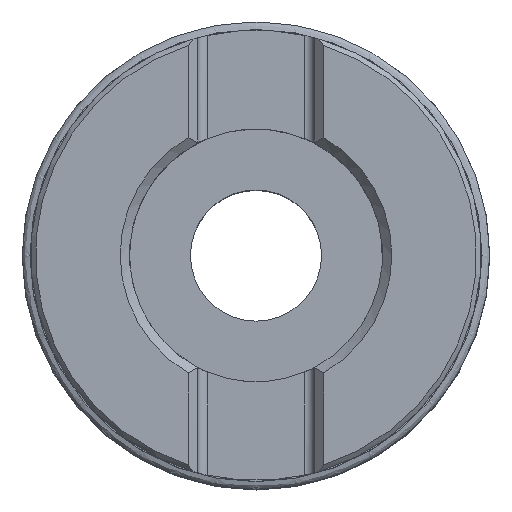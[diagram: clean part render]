
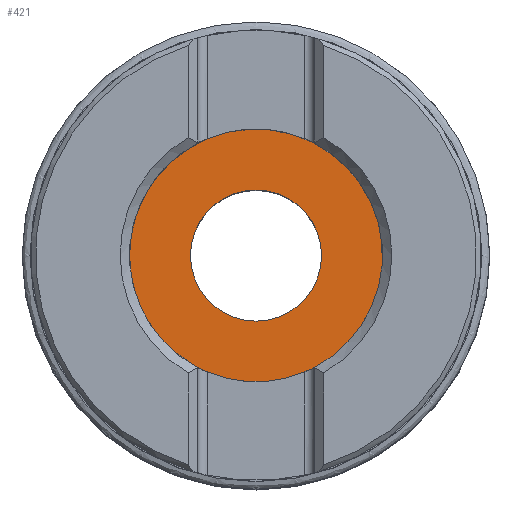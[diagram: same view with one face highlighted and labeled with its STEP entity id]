
A CAD part, top view. The second image highlights one B-rep face of the part: STEP entity #421.
In plain terms, the highlighted planar face has unit normal (0, 0, 1).
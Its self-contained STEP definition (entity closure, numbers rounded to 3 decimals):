
#204=PLANE('',#2986);
#421=ADVANCED_FACE('',(#1193,#1194),#204,.F.);
#1193=FACE_BOUND('',#1519,.T.);
#1194=FACE_BOUND('',#1520,.T.);
#1519=EDGE_LOOP('',(#1865));
#1520=EDGE_LOOP('',(#1866));
#1865=ORIENTED_EDGE('',*,*,#2349,.T.);
#1866=ORIENTED_EDGE('',*,*,#2350,.T.);
#2151=VERTEX_POINT('',#5226);
#2152=VERTEX_POINT('',#5228);
#2349=EDGE_CURVE('',#2151,#2151,#2567,.T.);
#2350=EDGE_CURVE('',#2152,#2152,#2568,.T.);
#2567=CIRCLE('',#2984,7.);
#2568=CIRCLE('',#2985,13.503);
#2984=AXIS2_PLACEMENT_3D('',#5225,#3557,#3558);
#2985=AXIS2_PLACEMENT_3D('',#5227,#3559,#3560);
#2986=AXIS2_PLACEMENT_3D('',#5229,#3561,#3562);
#3557=DIRECTION('',(0.,0.,-1.));
#3558=DIRECTION('',(-1.,0.,0.));
#3559=DIRECTION('',(0.,0.,1.));
#3560=DIRECTION('',(-1.,0.,0.));
#3561=DIRECTION('',(0.,0.,-1.));
#3562=DIRECTION('',(-1.,0.,0.));
#5225=CARTESIAN_POINT('',(0.,0.,-22.));
#5226=CARTESIAN_POINT('',(-7.,0.,-22.));
#5227=CARTESIAN_POINT('',(0.,0.,-22.));
#5228=CARTESIAN_POINT('',(-13.503,0.,-22.));
#5229=CARTESIAN_POINT('',(14.,0.,-22.));
